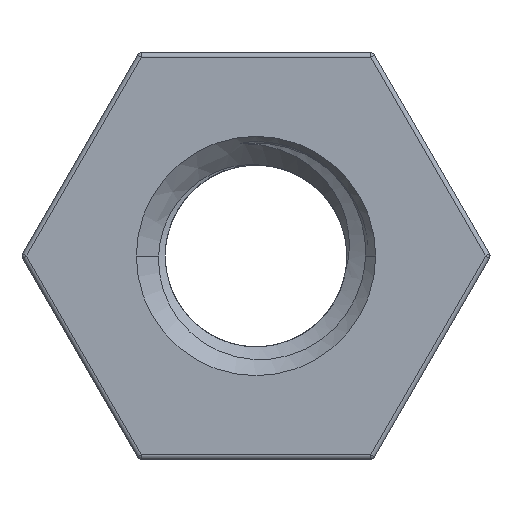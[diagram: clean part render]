
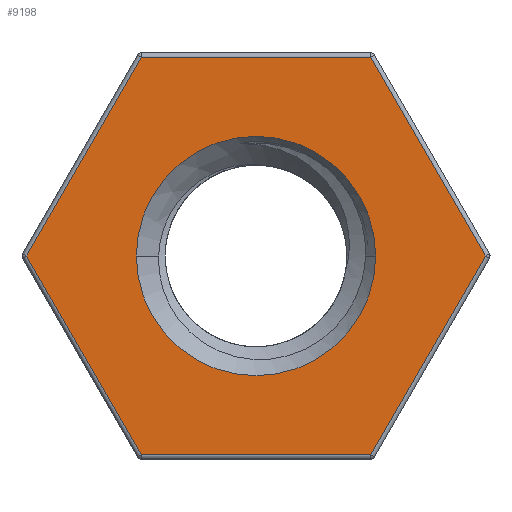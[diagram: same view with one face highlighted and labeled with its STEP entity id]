
A CAD part, left-side view. The second image highlights one B-rep face of the part: STEP entity #9198.
In plain terms, the highlighted planar face has unit normal (-1, 0, 0).
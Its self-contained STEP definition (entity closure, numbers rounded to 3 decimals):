
#3932=CARTESIAN_POINT('',(-13.,0.,0.));
#3933=DIRECTION('',(-1.,0.,0.));
#3934=DIRECTION('',(0.,1.,0.));
#3935=AXIS2_PLACEMENT_3D('',#3932,#3933,#3934);
#3937=CARTESIAN_POINT('',(-13.,0.,0.));
#3938=DIRECTION('',(-1.,0.,0.));
#3939=DIRECTION('',(0.,-1.,0.));
#3940=AXIS2_PLACEMENT_3D('',#3937,#3938,#3939);
#3942=DIRECTION('',(0.,-0.5,-0.866));
#3943=VECTOR('',#3942,2.54);
#3944=CARTESIAN_POINT('',(-13.,2.54,0.));
#3945=LINE('',#3944,#3943);
#3946=DIRECTION('',(0.,0.5,-0.866));
#3947=VECTOR('',#3946,2.54);
#3948=CARTESIAN_POINT('',(-13.,1.27,2.2));
#3949=LINE('',#3948,#3947);
#3950=DIRECTION('',(0.,1.,0.));
#3951=VECTOR('',#3950,2.54);
#3952=CARTESIAN_POINT('',(-13.,-1.27,2.2));
#3953=LINE('',#3952,#3951);
#3954=DIRECTION('',(0.,0.5,0.866));
#3955=VECTOR('',#3954,2.54);
#3956=CARTESIAN_POINT('',(-13.,-2.54,0.));
#3957=LINE('',#3956,#3955);
#3958=DIRECTION('',(0.,-0.5,0.866));
#3959=VECTOR('',#3958,2.54);
#3960=CARTESIAN_POINT('',(-13.,-1.27,-2.2));
#3961=LINE('',#3960,#3959);
#3962=DIRECTION('',(0.,-1.,0.));
#3963=VECTOR('',#3962,2.54);
#3964=CARTESIAN_POINT('',(-13.,1.27,-2.2));
#3965=LINE('',#3964,#3963);
#5293=CARTESIAN_POINT('',(-13.,1.325,0.));
#5295=VERTEX_POINT('',#5293);
#5297=CARTESIAN_POINT('',(-13.,-1.325,0.));
#5299=VERTEX_POINT('',#5297);
#5355=CARTESIAN_POINT('',(-13.,2.54,0.));
#5356=CARTESIAN_POINT('',(-13.,1.27,-2.2));
#5357=VERTEX_POINT('',#5355);
#5358=VERTEX_POINT('',#5356);
#5361=CARTESIAN_POINT('',(-13.,-1.27,-2.2));
#5362=VERTEX_POINT('',#5361);
#5363=CARTESIAN_POINT('',(-13.,-2.54,0.));
#5364=VERTEX_POINT('',#5363);
#5365=CARTESIAN_POINT('',(-13.,-1.27,2.2));
#5366=VERTEX_POINT('',#5365);
#5369=CARTESIAN_POINT('',(-13.,1.27,2.2));
#5370=VERTEX_POINT('',#5369);
#9175=CARTESIAN_POINT('',(-13.,0.,0.));
#9176=DIRECTION('',(1.,0.,0.));
#9177=DIRECTION('',(0.,-1.,0.));
#9178=AXIS2_PLACEMENT_3D('',#9175,#9176,#9177);
#9179=PLANE('',#9178);
#9181=ORIENTED_EDGE('',*,*,#9180,.F.);
#9183=ORIENTED_EDGE('',*,*,#9182,.F.);
#9185=ORIENTED_EDGE('',*,*,#9184,.F.);
#9187=ORIENTED_EDGE('',*,*,#9186,.F.);
#9189=ORIENTED_EDGE('',*,*,#9188,.F.);
#9191=ORIENTED_EDGE('',*,*,#9190,.F.);
#9192=EDGE_LOOP('',(#9181,#9183,#9185,#9187,#9189,#9191));
#9193=FACE_OUTER_BOUND('',#9192,.F.);
#9194=ORIENTED_EDGE('',*,*,#9170,.T.);
#9195=ORIENTED_EDGE('',*,*,#8996,.T.);
#9196=EDGE_LOOP('',(#9194,#9195));
#9197=FACE_BOUND('',#9196,.F.);
#3936=CIRCLE('',#3935,1.325);
#3941=CIRCLE('',#3940,1.325);
#8996=EDGE_CURVE('',#5299,#5295,#3941,.T.);
#9170=EDGE_CURVE('',#5295,#5299,#3936,.T.);
#9180=EDGE_CURVE('',#5357,#5358,#3945,.T.);
#9182=EDGE_CURVE('',#5370,#5357,#3949,.T.);
#9184=EDGE_CURVE('',#5366,#5370,#3953,.T.);
#9186=EDGE_CURVE('',#5364,#5366,#3957,.T.);
#9188=EDGE_CURVE('',#5362,#5364,#3961,.T.);
#9190=EDGE_CURVE('',#5358,#5362,#3965,.T.);
#9198=ADVANCED_FACE('',(#9193,#9197),#9179,.F.);
